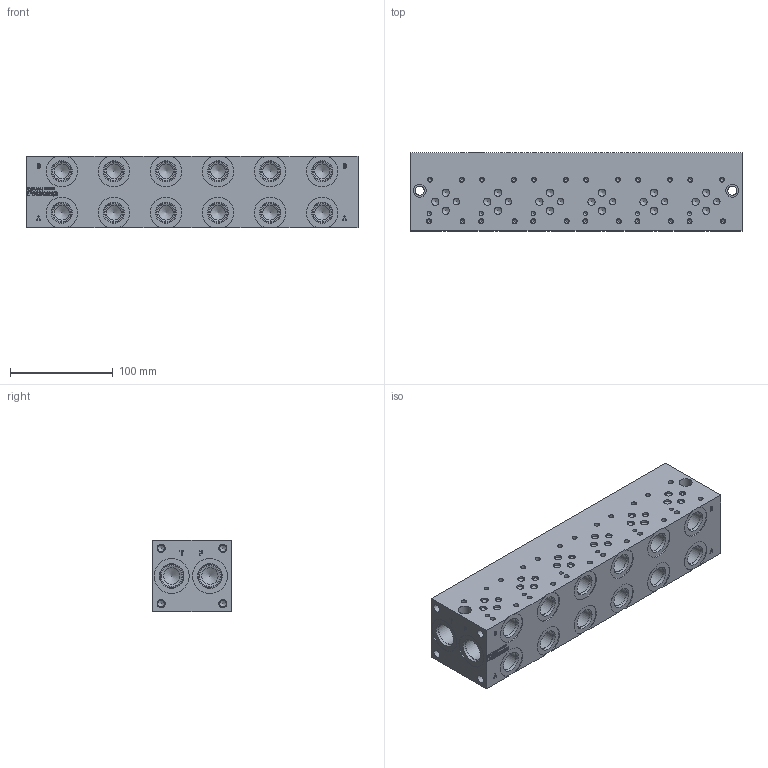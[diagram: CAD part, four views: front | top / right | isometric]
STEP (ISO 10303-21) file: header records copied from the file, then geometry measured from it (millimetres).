
FILE_DESCRIPTION(/* description */ (''),/* implementation_level */ '2;1');
FILE_NAME(/* name */ 'L_D03P062S_S.stp',/* time_stamp */ '2022-10-27T16:59:47-04:00',/* author */ ('mikeh'),/* organization */ (''),/* preprocessor_version */ 'ST-DEVELOPER v18',/* originating_system */ 'Autodesk Inventor 2020',/* authorisation */ '');
FILE_SCHEMA (('AUTOMOTIVE_DESIGN { 1 0 10303 214 3 1 1 }'));
Length unit declared in the file: millimetre
Products named in the file (1): Part_LAD03P062S_S_3D
Bounding box: 323.85 x 76.2 x 69.85 mm (x, y, z)
Volume: 1566754.7 mm3; surface area: 145324.5 mm2
Topology: 1 solids, 1 shells, 869 faces, 2412 edges, 1647 vertices
Faces by surface type: plane 383, cylinder 184, bspline 173, cone 129
Full cylindrical faces by diameter (mm): 3.785 x24, 3.962 x6, 4.826 x24, 6.35 x6, 6.528 x8, 7.137 x18, 7.925 x8, 8.738 x2, 12.7 x2, 13.487 x1, 14.3 x12, 15.875 x4, 17.45 x1, 17.501 x12, 18.542 x1, 19.05 x12, 19.253 x12, 19.99 x1, 20.447 x4, 20.625 x1, 21.819 x1, 22.23 x4, 22.555 x4, 34.138 x4
Entity records: 29166 total; most frequent: CARTESIAN_POINT 7099, ORIENTED_EDGE 4666, DIRECTION 4045, EDGE_CURVE 2333, VERTEX_POINT 1647, AXIS2_PLACEMENT_3D 1361, LINE 1323, VECTOR 1323
